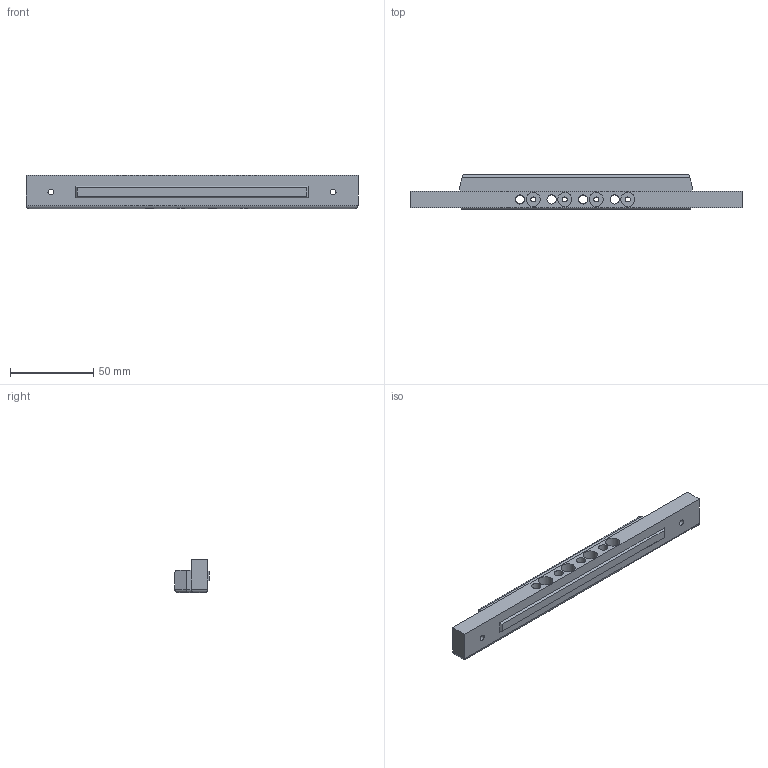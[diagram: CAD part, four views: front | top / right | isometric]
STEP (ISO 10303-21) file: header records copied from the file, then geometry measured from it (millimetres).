
FILE_DESCRIPTION(('Open CASCADE Model'),'2;1');
FILE_NAME('Open CASCADE Shape Model','2024-09-07T14:37:20',('Author'),( 'Open CASCADE'),'Open CASCADE STEP processor 7.7','Open CASCADE 7.7' ,'Unknown');
FILE_SCHEMA(('AUTOMOTIVE_DESIGN { 1 0 10303 214 1 1 1 1 }'));
Length unit declared in the file: millimetre
Products named in the file (1): Open CASCADE STEP translator 7.7 6
Bounding box: 200 x 21 x 20 mm (x, y, z)
Volume: 54072 mm3; surface area: 17962.4 mm2
Topology: 1 solids, 1 shells, 58 faces, 137 edges, 88 vertices
Faces by surface type: cylinder 31, plane 27
Full cylindrical faces by diameter (mm): 3 x4, 3.5 x2, 5.5 x4, 5.9 x2, 8.5 x8
Entity records: 4147 total; most frequent: CARTESIAN_POINT 1301, DIRECTION 539, LINE 275, VECTOR 275, ORIENTED_EDGE 274, PCURVE 274, DEFINITIONAL_REPRESENTATION 274, EDGE_CURVE 137
